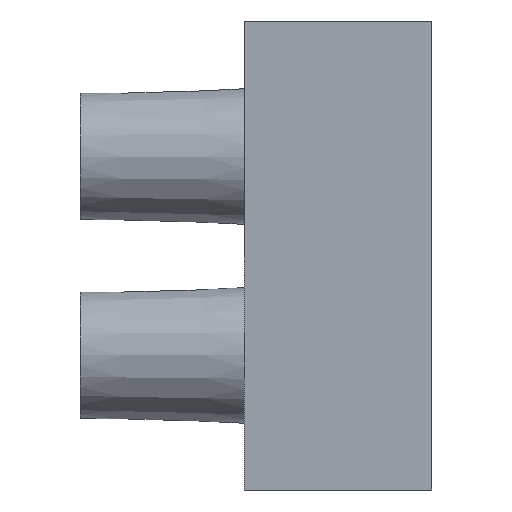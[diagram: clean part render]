
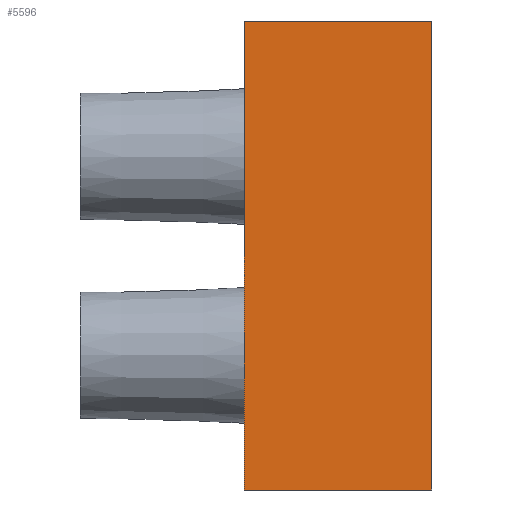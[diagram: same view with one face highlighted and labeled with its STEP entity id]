
A CAD part, left-side view. The second image highlights one B-rep face of the part: STEP entity #5596.
In plain terms, the highlighted planar face has unit normal (-1, 0, 0).
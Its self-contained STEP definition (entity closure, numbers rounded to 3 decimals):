
#452=LINE('',#8943,#916);
#492=LINE('',#9072,#956);
#506=LINE('',#9116,#970);
#507=LINE('',#9117,#971);
#916=VECTOR('',#7301,20.);
#956=VECTOR('',#7445,8.);
#970=VECTOR('',#7491,8.);
#971=VECTOR('',#7492,20.);
#1203=PLANE('',#6102);
#1788=FACE_OUTER_BOUND('',#2291,.T.);
#2291=EDGE_LOOP('',(#4870,#4871,#4872,#4873));
#3003=VERTEX_POINT('',#8940);
#3004=VERTEX_POINT('',#8942);
#3041=VERTEX_POINT('',#9070);
#3055=VERTEX_POINT('',#9115);
#3631=EDGE_CURVE('',#3003,#3004,#452,.T.);
#3696=EDGE_CURVE('',#3003,#3041,#492,.T.);
#3715=EDGE_CURVE('',#3055,#3004,#506,.T.);
#3716=EDGE_CURVE('',#3041,#3055,#507,.T.);
#4870=ORIENTED_EDGE('',*,*,#3715,.T.);
#4871=ORIENTED_EDGE('',*,*,#3631,.F.);
#4872=ORIENTED_EDGE('',*,*,#3696,.T.);
#4873=ORIENTED_EDGE('',*,*,#3716,.T.);
#5596=ADVANCED_FACE('',(#1788),#1203,.T.);
#6102=AXIS2_PLACEMENT_3D('',#9114,#7489,#7490);
#7301=DIRECTION('',(0.,0.,1.));
#7445=DIRECTION('',(0.,-1.,0.));
#7489=DIRECTION('center_axis',(-1.,0.,0.));
#7490=DIRECTION('ref_axis',(0.,0.,1.));
#7491=DIRECTION('',(0.,1.,0.));
#7492=DIRECTION('',(0.,0.,1.));
#8940=CARTESIAN_POINT('',(0.,8.,0.));
#8942=CARTESIAN_POINT('',(0.,8.,20.));
#8943=CARTESIAN_POINT('',(0.,8.,0.));
#9070=CARTESIAN_POINT('',(0.,0.,0.));
#9072=CARTESIAN_POINT('',(0.,8.,0.));
#9114=CARTESIAN_POINT('Origin',(0.,0.,0.));
#9115=CARTESIAN_POINT('',(0.,0.,20.));
#9116=CARTESIAN_POINT('',(0.,0.,20.));
#9117=CARTESIAN_POINT('',(0.,0.,0.));
